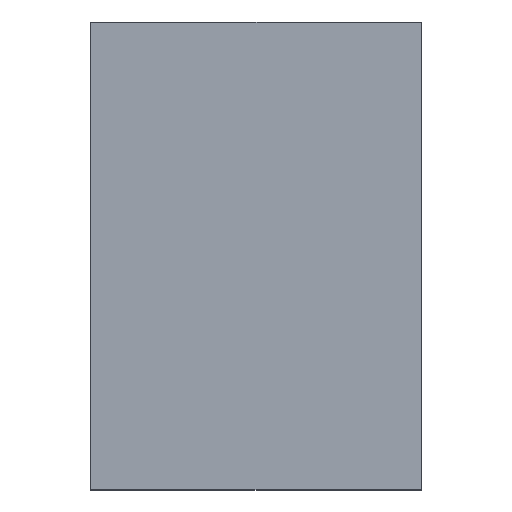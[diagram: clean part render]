
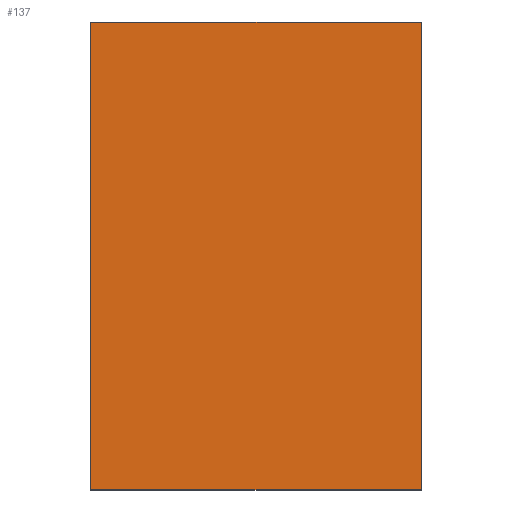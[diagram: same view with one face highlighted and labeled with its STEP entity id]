
A CAD part, top view. The second image highlights one B-rep face of the part: STEP entity #137.
In plain terms, the highlighted planar face has unit normal (0, 0, 1).
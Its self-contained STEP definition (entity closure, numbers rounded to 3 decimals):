
#1 = LINE ( 'NONE', #18, #131 ) ;
#2 = DIRECTION ( 'NONE',  ( 0., 1., 0. ) ) ;
#8 = ORIENTED_EDGE ( 'NONE', *, *, #27, .T. ) ;
#13 = CARTESIAN_POINT ( 'NONE',  ( -105., -148.5, 0.2 ) ) ;
#18 = CARTESIAN_POINT ( 'NONE',  ( -105., 148.5, 0.2 ) ) ;
#19 = DIRECTION ( 'NONE',  ( 1., 0., 0. ) ) ;
#27 = EDGE_CURVE ( 'NONE', #72, #93, #169, .T. ) ;
#28 = ORIENTED_EDGE ( 'NONE', *, *, #86, .T. ) ;
#34 = DIRECTION ( 'NONE',  ( 0., -1., 0. ) ) ;
#50 = CARTESIAN_POINT ( 'NONE',  ( -105., -148.5, 0.2 ) ) ;
#51 = CARTESIAN_POINT ( 'NONE',  ( -105., 148.5, 0.2 ) ) ;
#61 = VERTEX_POINT ( 'NONE', #175 ) ;
#62 = DIRECTION ( 'NONE',  ( -1., 0., 0. ) ) ;
#66 = DIRECTION ( 'NONE',  ( 1., 0., 0. ) ) ;
#70 = VECTOR ( 'NONE', #19, 1000. ) ;
#72 = VERTEX_POINT ( 'NONE', #50 ) ;
#75 = ORIENTED_EDGE ( 'NONE', *, *, #225, .T. ) ;
#77 = CARTESIAN_POINT ( 'NONE',  ( 105., -148.5, 0.2 ) ) ;
#83 = DIRECTION ( 'NONE',  ( 0., 0., 1. ) ) ;
#86 = EDGE_CURVE ( 'NONE', #61, #172, #158, .T. ) ;
#93 = VERTEX_POINT ( 'NONE', #77 ) ;
#116 = CARTESIAN_POINT ( 'NONE',  ( 105., -148.5, 0.2 ) ) ;
#117 = CARTESIAN_POINT ( 'NONE',  ( -105., 148.5, 0.2 ) ) ;
#126 = EDGE_CURVE ( 'NONE', #172, #72, #1, .T. ) ;
#130 = ORIENTED_EDGE ( 'NONE', *, *, #126, .T. ) ;
#131 = VECTOR ( 'NONE', #34, 1000. ) ;
#137 = ADVANCED_FACE ( 'NONE', ( #197 ), #141, .T. ) ;
#138 = LINE ( 'NONE', #212, #230 ) ;
#141 = PLANE ( 'NONE',  #193 ) ;
#158 = LINE ( 'NONE', #51, #204 ) ;
#169 = LINE ( 'NONE', #13, #70 ) ;
#172 = VERTEX_POINT ( 'NONE', #117 ) ;
#175 = CARTESIAN_POINT ( 'NONE',  ( 105., 148.5, 0.2 ) ) ;
#193 = AXIS2_PLACEMENT_3D ( 'NONE', #116, #83, #66 ) ;
#197 = FACE_OUTER_BOUND ( 'NONE', #207, .T. ) ;
#204 = VECTOR ( 'NONE', #62, 1000. ) ;
#207 = EDGE_LOOP ( 'NONE', ( #75, #28, #130, #8 ) ) ;
#212 = CARTESIAN_POINT ( 'NONE',  ( 105., 148.5, 0.2 ) ) ;
#225 = EDGE_CURVE ( 'NONE', #93, #61, #138, .T. ) ;
#230 = VECTOR ( 'NONE', #2, 1000. ) ;
